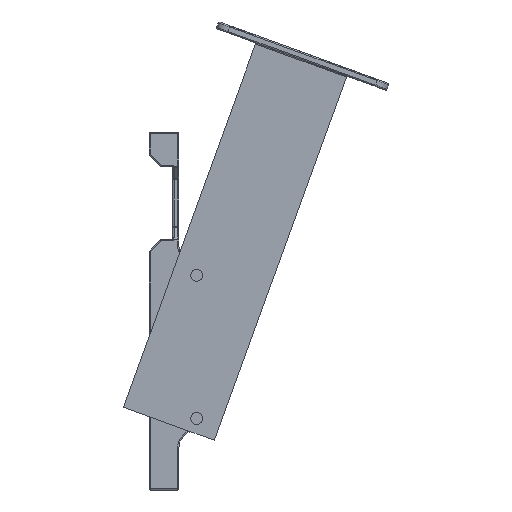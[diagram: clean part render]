
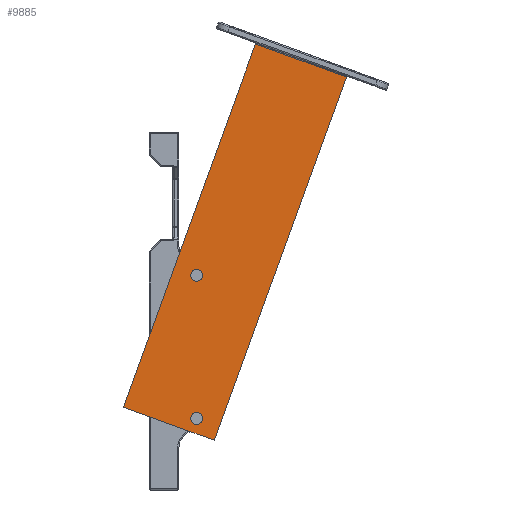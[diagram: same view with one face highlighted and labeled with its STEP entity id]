
A CAD part, left-side view. The second image highlights one B-rep face of the part: STEP entity #9885.
In plain terms, the highlighted face is planar.
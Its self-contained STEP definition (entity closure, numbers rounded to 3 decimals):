
#11 = ORIENTED_EDGE ( 'NONE', *, *, #3353, .F. ) ;
#217 = ORIENTED_EDGE ( 'NONE', *, *, #9312, .F. ) ;
#253 = DIRECTION ( 'NONE',  ( 0., 0., -1. ) ) ;
#266 = FACE_OUTER_BOUND ( 'NONE', #2416, .T. ) ;
#280 = AXIS2_PLACEMENT_3D ( 'NONE', #3441, #8998, #253 ) ;
#307 = VERTEX_POINT ( 'NONE', #9180 ) ;
#375 = VERTEX_POINT ( 'NONE', #4660 ) ;
#746 = VERTEX_POINT ( 'NONE', #5029 ) ;
#859 = FACE_BOUND ( 'NONE', #4784, .T. ) ;
#1212 = ORIENTED_EDGE ( 'NONE', *, *, #4608, .F. ) ;
#1455 = AXIS2_PLACEMENT_3D ( 'NONE', #7571, #7475, #7370 ) ;
#1521 = CARTESIAN_POINT ( 'NONE',  ( 20., 112.763, 41.042 ) ) ;
#1542 = CARTESIAN_POINT ( 'NONE',  ( 20., -199., -20. ) ) ;
#2060 = VERTEX_POINT ( 'NONE', #2234 ) ;
#2127 = DIRECTION ( 'NONE',  ( 0., 1., 0. ) ) ;
#2168 = CARTESIAN_POINT ( 'NONE',  ( 20., 125., -20. ) ) ;
#2234 = CARTESIAN_POINT ( 'NONE',  ( 20., 112.763, 36.042 ) ) ;
#2416 = EDGE_LOOP ( 'NONE', ( #9146, #10108, #2551, #217 ) ) ;
#2551 = ORIENTED_EDGE ( 'NONE', *, *, #9676, .T. ) ;
#2571 = LINE ( 'NONE', #5933, #4360 ) ;
#2595 = AXIS2_PLACEMENT_3D ( 'NONE', #5546, #4055, #3831 ) ;
#2759 = VERTEX_POINT ( 'NONE', #10187 ) ;
#3168 = VECTOR ( 'NONE', #2127, 1000. ) ;
#3353 = EDGE_CURVE ( 'NONE', #307, #746, #3446, .T. ) ;
#3441 = CARTESIAN_POINT ( 'NONE',  ( 20., 112.763, 41.042 ) ) ;
#3446 = CIRCLE ( 'NONE', #2595, 5. ) ;
#3770 = EDGE_CURVE ( 'NONE', #2060, #4842, #9369, .T. ) ;
#3831 = DIRECTION ( 'NONE',  ( 0., 0., -1. ) ) ;
#3850 = VECTOR ( 'NONE', #9277, 1000. ) ;
#3876 = DIRECTION ( 'NONE',  ( 0., 0., -1. ) ) ;
#4055 = DIRECTION ( 'NONE',  ( 1., 0., 0. ) ) ;
#4360 = VECTOR ( 'NONE', #9930, 1000. ) ;
#4608 = EDGE_CURVE ( 'NONE', #746, #307, #8980, .T. ) ;
#4660 = CARTESIAN_POINT ( 'NONE',  ( 20., -199., 61.042 ) ) ;
#4784 = EDGE_LOOP ( 'NONE', ( #11, #1212 ) ) ;
#4810 = DIRECTION ( 'NONE',  ( 0., 0., -1. ) ) ;
#4815 = VERTEX_POINT ( 'NONE', #2168 ) ;
#4842 = VERTEX_POINT ( 'NONE', #9314 ) ;
#4917 = FACE_BOUND ( 'NONE', #5015, .T. ) ;
#5015 = EDGE_LOOP ( 'NONE', ( #6041, #6815 ) ) ;
#5017 = DIRECTION ( 'NONE',  ( 0., 0., -1. ) ) ;
#5029 = CARTESIAN_POINT ( 'NONE',  ( 20., 0., 5. ) ) ;
#5042 = EDGE_CURVE ( 'NONE', #4842, #2060, #5917, .T. ) ;
#5546 = CARTESIAN_POINT ( 'NONE',  ( 20., 0., 0. ) ) ;
#5599 = CARTESIAN_POINT ( 'NONE',  ( 20., -199., -20. ) ) ;
#5712 = LINE ( 'NONE', #1542, #6280 ) ;
#5917 = CIRCLE ( 'NONE', #280, 5. ) ;
#5933 = CARTESIAN_POINT ( 'NONE',  ( 20., 125., -20. ) ) ;
#6041 = ORIENTED_EDGE ( 'NONE', *, *, #3770, .F. ) ;
#6280 = VECTOR ( 'NONE', #4810, 1000. ) ;
#6646 = AXIS2_PLACEMENT_3D ( 'NONE', #1521, #10426, #3876 ) ;
#6653 = DIRECTION ( 'NONE',  ( 1., 0., 0. ) ) ;
#6722 = CARTESIAN_POINT ( 'NONE',  ( 20., -200., 61.042 ) ) ;
#6815 = ORIENTED_EDGE ( 'NONE', *, *, #5042, .F. ) ;
#7158 = LINE ( 'NONE', #9437, #3168 ) ;
#7370 = DIRECTION ( 'NONE',  ( 0., 0., -1. ) ) ;
#7423 = EDGE_CURVE ( 'NONE', #375, #10273, #5712, .T. ) ;
#7475 = DIRECTION ( 'NONE',  ( 1., 0., 0. ) ) ;
#7571 = CARTESIAN_POINT ( 'NONE',  ( 20., -200., -20. ) ) ;
#7787 = AXIS2_PLACEMENT_3D ( 'NONE', #9806, #6653, #5017 ) ;
#8294 = EDGE_CURVE ( 'NONE', #375, #2759, #8547, .T. ) ;
#8377 = PLANE ( 'NONE',  #1455 ) ;
#8547 = LINE ( 'NONE', #6722, #3850 ) ;
#8980 = CIRCLE ( 'NONE', #7787, 5. ) ;
#8998 = DIRECTION ( 'NONE',  ( 1., 0., 0. ) ) ;
#9146 = ORIENTED_EDGE ( 'NONE', *, *, #8294, .F. ) ;
#9180 = CARTESIAN_POINT ( 'NONE',  ( 20., 0., -5. ) ) ;
#9277 = DIRECTION ( 'NONE',  ( 0., 1., 0. ) ) ;
#9312 = EDGE_CURVE ( 'NONE', #2759, #4815, #2571, .T. ) ;
#9314 = CARTESIAN_POINT ( 'NONE',  ( 20., 112.763, 46.042 ) ) ;
#9369 = CIRCLE ( 'NONE', #6646, 5. ) ;
#9437 = CARTESIAN_POINT ( 'NONE',  ( 20., -200., -20. ) ) ;
#9676 = EDGE_CURVE ( 'NONE', #10273, #4815, #7158, .T. ) ;
#9806 = CARTESIAN_POINT ( 'NONE',  ( 20., 0., 0. ) ) ;
#9885 = ADVANCED_FACE ( 'NONE', ( #859, #4917, #266 ), #8377, .T. ) ;
#9930 = DIRECTION ( 'NONE',  ( 0., 0., -1. ) ) ;
#10108 = ORIENTED_EDGE ( 'NONE', *, *, #7423, .T. ) ;
#10187 = CARTESIAN_POINT ( 'NONE',  ( 20., 125., 61.042 ) ) ;
#10273 = VERTEX_POINT ( 'NONE', #5599 ) ;
#10426 = DIRECTION ( 'NONE',  ( 1., 0., 0. ) ) ;
